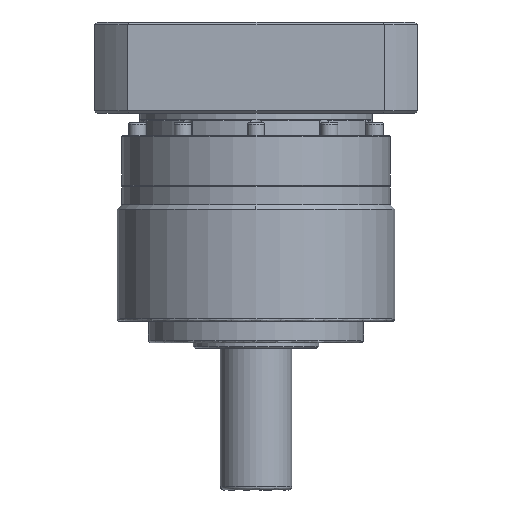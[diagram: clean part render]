
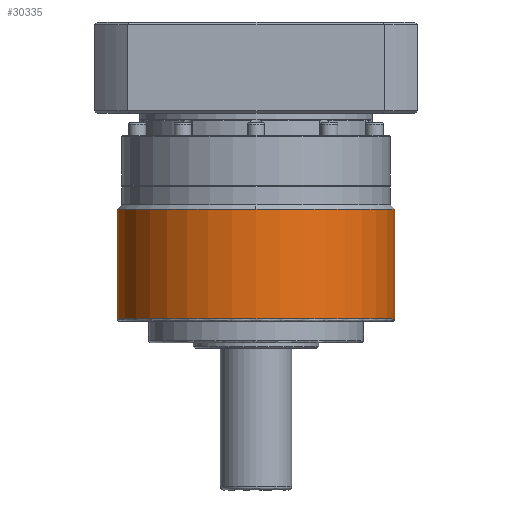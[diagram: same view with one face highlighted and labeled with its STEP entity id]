
A CAD part, front view. The second image highlights one B-rep face of the part: STEP entity #30335.
In plain terms, the highlighted cylindrical face has radius 77.5 mm (diameter 155 mm), a partial arc.
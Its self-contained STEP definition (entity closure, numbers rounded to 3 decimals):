
#1599 = CIRCLE ( 'NONE', #7123, 77.5 ) ;
#2674 = CIRCLE ( 'NONE', #5965, 77.5 ) ;
#3356 = CIRCLE ( 'NONE', #12800, 77.5 ) ;
#4889 = FACE_OUTER_BOUND ( 'NONE', #26007, .T. ) ;
#5256 = CARTESIAN_POINT ( 'NONE',  ( 0., -77.5, 74.5 ) ) ;
#5492 = CARTESIAN_POINT ( 'NONE',  ( -77.5, 0., 0. ) ) ;
#5599 = DIRECTION ( 'NONE',  ( 0., 0., 1. ) ) ;
#5756 = EDGE_CURVE ( 'NONE', #25468, #31639, #1599, .T. ) ;
#5965 = AXIS2_PLACEMENT_3D ( 'NONE', #21527, #6792, #24010 ) ;
#6192 = ORIENTED_EDGE ( 'NONE', *, *, #29288, .T. ) ;
#6521 = VERTEX_POINT ( 'NONE', #7908 ) ;
#6557 = ORIENTED_EDGE ( 'NONE', *, *, #10185, .T. ) ;
#6792 = DIRECTION ( 'NONE',  ( 0., 0., -1. ) ) ;
#7123 = AXIS2_PLACEMENT_3D ( 'NONE', #18588, #18427, #18203 ) ;
#7908 = CARTESIAN_POINT ( 'NONE',  ( 77.5, 0., 74.5 ) ) ;
#8424 = VERTEX_POINT ( 'NONE', #5256 ) ;
#9490 = AXIS2_PLACEMENT_3D ( 'NONE', #11523, #18839, #28666 ) ;
#10010 = ORIENTED_EDGE ( 'NONE', *, *, #13496, .F. ) ;
#10185 = EDGE_CURVE ( 'NONE', #31639, #6521, #21218, .T. ) ;
#11454 = CARTESIAN_POINT ( 'NONE',  ( -77.5, 0., 74.5 ) ) ;
#11523 = CARTESIAN_POINT ( 'NONE',  ( 0., 0., 0. ) ) ;
#12110 = ORIENTED_EDGE ( 'NONE', *, *, #18363, .T. ) ;
#12800 = AXIS2_PLACEMENT_3D ( 'NONE', #13656, #30577, #16196 ) ;
#13026 = VERTEX_POINT ( 'NONE', #11454 ) ;
#13496 = EDGE_CURVE ( 'NONE', #25468, #13026, #21496, .T. ) ;
#13656 = CARTESIAN_POINT ( 'NONE',  ( 0., 0., 74.5 ) ) ;
#14118 = VECTOR ( 'NONE', #19701, 1000. ) ;
#15021 = CARTESIAN_POINT ( 'NONE',  ( 77.5, 0., 0. ) ) ;
#15229 = VECTOR ( 'NONE', #5599, 1000. ) ;
#16196 = DIRECTION ( 'NONE',  ( 1., 0., 0. ) ) ;
#18203 = DIRECTION ( 'NONE',  ( 1., 0., 0. ) ) ;
#18363 = EDGE_CURVE ( 'NONE', #6521, #8424, #2674, .T. ) ;
#18427 = DIRECTION ( 'NONE',  ( 0., 0., 1. ) ) ;
#18588 = CARTESIAN_POINT ( 'NONE',  ( 0., 0., 13.5 ) ) ;
#18839 = DIRECTION ( 'NONE',  ( 0., 0., 1. ) ) ;
#18927 = CARTESIAN_POINT ( 'NONE',  ( -77.5, 0., 13.5 ) ) ;
#19701 = DIRECTION ( 'NONE',  ( 0., 0., 1. ) ) ;
#19984 = CYLINDRICAL_SURFACE ( 'NONE', #9490, 77.5 ) ;
#21218 = LINE ( 'NONE', #15021, #14118 ) ;
#21496 = LINE ( 'NONE', #5492, #15229 ) ;
#21527 = CARTESIAN_POINT ( 'NONE',  ( 0., 0., 74.5 ) ) ;
#24010 = DIRECTION ( 'NONE',  ( 1., 0., 0. ) ) ;
#25468 = VERTEX_POINT ( 'NONE', #18927 ) ;
#26007 = EDGE_LOOP ( 'NONE', ( #10010, #29686, #6557, #12110, #6192 ) ) ;
#28666 = DIRECTION ( 'NONE',  ( 1., 0., 0. ) ) ;
#29288 = EDGE_CURVE ( 'NONE', #8424, #13026, #3356, .T. ) ;
#29481 = CARTESIAN_POINT ( 'NONE',  ( 77.5, 0., 13.5 ) ) ;
#29686 = ORIENTED_EDGE ( 'NONE', *, *, #5756, .T. ) ;
#30335 = ADVANCED_FACE ( 'NONE', ( #4889 ), #19984, .T. ) ;
#30577 = DIRECTION ( 'NONE',  ( 0., 0., -1. ) ) ;
#31639 = VERTEX_POINT ( 'NONE', #29481 ) ;
